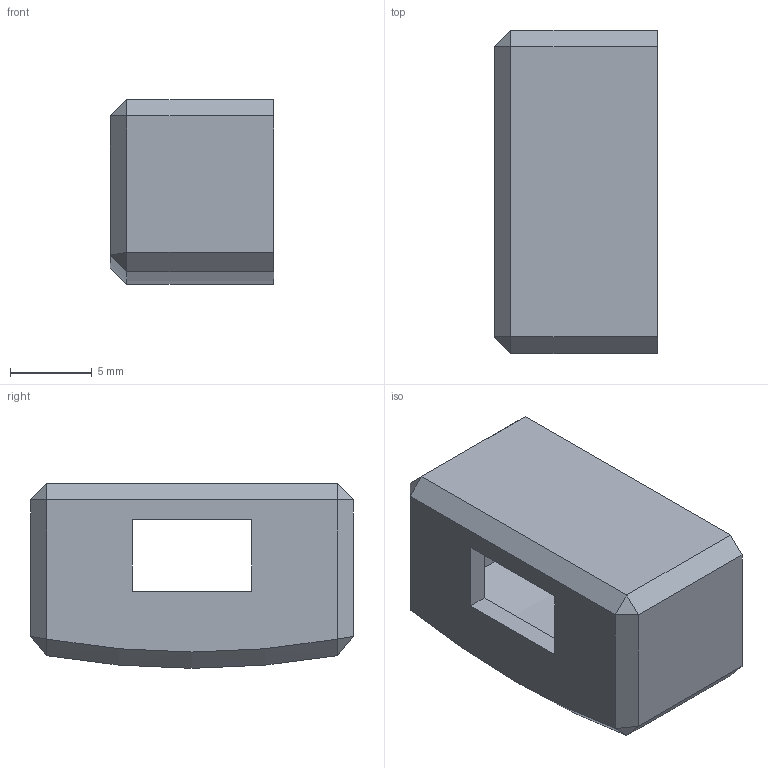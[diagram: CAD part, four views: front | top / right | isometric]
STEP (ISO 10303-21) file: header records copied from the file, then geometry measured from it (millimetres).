
FILE_DESCRIPTION(/* description */ (''),/* implementation_level */ '2;1');
FILE_NAME(/* name */ 'EndCap Open.step',/* time_stamp */ '2021-12-23T13:09:01-07:00',/* author */ (''),/* organization */ (''),/* preprocessor_version */ 'ST-DEVELOPER v18.1',/* originating_system */ 'Autodesk Translation Framework v10.10.0.1391',/* authorisation */ '');
FILE_SCHEMA (('AUTOMOTIVE_DESIGN { 1 0 10303 214 3 1 1 }'));
Length unit declared in the file: millimetre
Products named in the file (1): EndCap Open
Bounding box: 10 x 19.8 x 11.33 mm (x, y, z)
Volume: 765.2 mm3; surface area: 1395.2 mm2
Topology: 1 solids, 1 shells, 27 faces, 60 edges, 36 vertices
Faces by surface type: plane 24, cylinder 2, cone 1
Entity records: 765 total; most frequent: CARTESIAN_POINT 128, ORIENTED_EDGE 120, DIRECTION 119, EDGE_CURVE 60, LINE 53, VECTOR 53, VERTEX_POINT 36, AXIS2_PLACEMENT_3D 33
